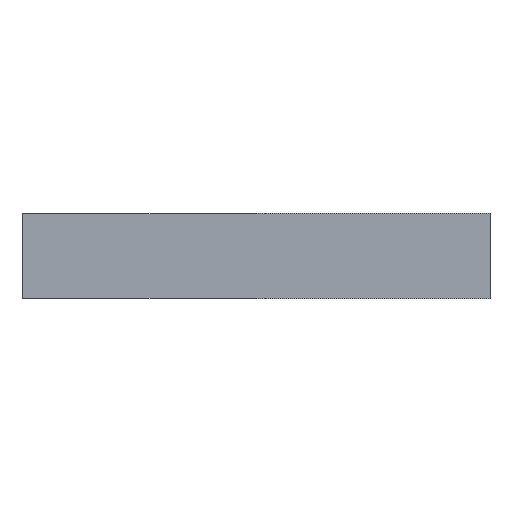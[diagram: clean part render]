
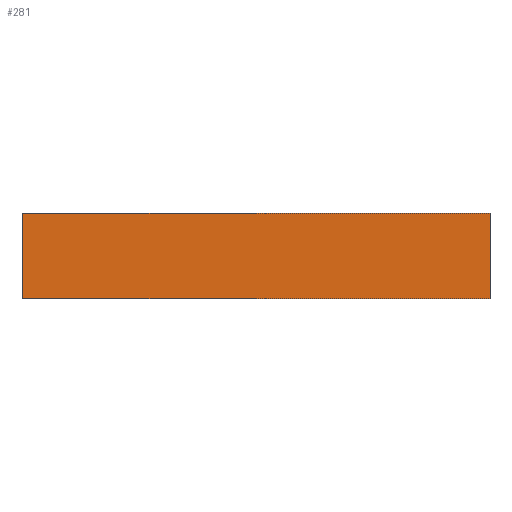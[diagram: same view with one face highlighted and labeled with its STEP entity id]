
A CAD part, front view. The second image highlights one B-rep face of the part: STEP entity #281.
In plain terms, the highlighted planar face has unit normal (0, -1, 0).
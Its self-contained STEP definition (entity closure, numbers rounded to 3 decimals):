
#29=PLANE('',#323);
#43=FACE_OUTER_BOUND('',#57,.T.);
#57=EDGE_LOOP('',(#229,#230,#231,#232));
#89=LINE('',#455,#117);
#90=LINE('',#457,#118);
#91=LINE('',#459,#119);
#92=LINE('',#460,#120);
#117=VECTOR('',#381,10.);
#118=VECTOR('',#382,10.);
#119=VECTOR('',#383,10.);
#120=VECTOR('',#384,10.);
#153=VERTEX_POINT('',#453);
#154=VERTEX_POINT('',#454);
#155=VERTEX_POINT('',#456);
#156=VERTEX_POINT('',#458);
#185=EDGE_CURVE('',#153,#154,#89,.T.);
#186=EDGE_CURVE('',#154,#155,#90,.T.);
#187=EDGE_CURVE('',#156,#155,#91,.T.);
#188=EDGE_CURVE('',#153,#156,#92,.T.);
#229=ORIENTED_EDGE('',*,*,#185,.T.);
#230=ORIENTED_EDGE('',*,*,#186,.T.);
#231=ORIENTED_EDGE('',*,*,#187,.F.);
#232=ORIENTED_EDGE('',*,*,#188,.F.);
#281=ADVANCED_FACE('',(#43),#29,.T.);
#323=AXIS2_PLACEMENT_3D('',#452,#379,#380);
#379=DIRECTION('center_axis',(0.,-1.,0.));
#380=DIRECTION('ref_axis',(1.,0.,0.));
#381=DIRECTION('',(1.,0.,0.));
#382=DIRECTION('',(0.,0.,1.));
#383=DIRECTION('',(1.,0.,0.));
#384=DIRECTION('',(0.,0.,1.));
#452=CARTESIAN_POINT('Origin',(-11.,-43.,0.));
#453=CARTESIAN_POINT('',(-11.,-43.,0.));
#454=CARTESIAN_POINT('',(11.,-43.,0.));
#455=CARTESIAN_POINT('',(-11.,-43.,0.));
#456=CARTESIAN_POINT('',(11.,-43.,4.));
#457=CARTESIAN_POINT('',(11.,-43.,0.));
#458=CARTESIAN_POINT('',(-11.,-43.,4.));
#459=CARTESIAN_POINT('',(-11.,-43.,4.));
#460=CARTESIAN_POINT('',(-11.,-43.,0.));
